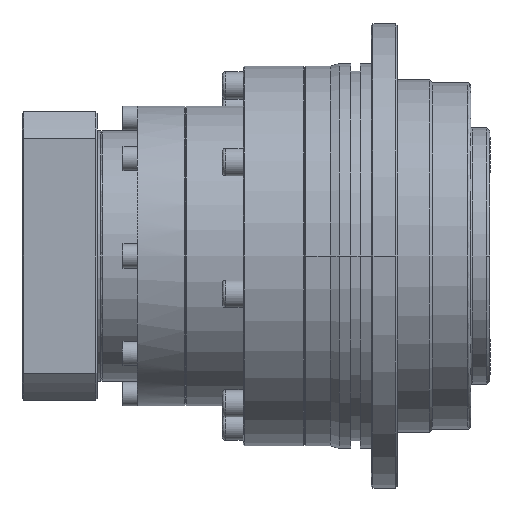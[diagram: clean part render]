
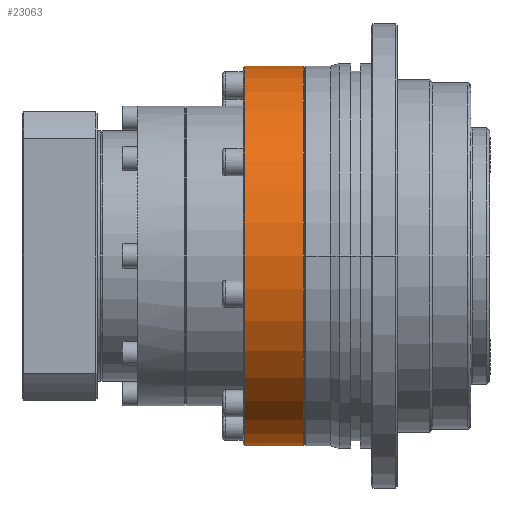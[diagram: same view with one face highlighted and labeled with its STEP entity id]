
A CAD part, front view. The second image highlights one B-rep face of the part: STEP entity #23063.
In plain terms, the highlighted cylindrical face has radius 59.25 mm (diameter 118.5 mm), a partial arc.
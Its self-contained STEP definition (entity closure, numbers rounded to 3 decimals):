
#1475 = ORIENTED_EDGE ( 'NONE', *, *, #26150, .F. ) ;
#1871 = DIRECTION ( 'NONE',  ( 1., 0., 0. ) ) ;
#3263 = ORIENTED_EDGE ( 'NONE', *, *, #5134, .T. ) ;
#5134 = EDGE_CURVE ( 'NONE', #10426, #23968, #22816, .T. ) ;
#5172 = FACE_OUTER_BOUND ( 'NONE', #28863, .T. ) ;
#5494 = AXIS2_PLACEMENT_3D ( 'NONE', #8692, #24307, #10987 ) ;
#5694 = VECTOR ( 'NONE', #24484, 1000. ) ;
#5943 = AXIS2_PLACEMENT_3D ( 'NONE', #24000, #17476, #21869 ) ;
#6222 = CARTESIAN_POINT ( 'NONE',  ( -126.25, 0., 59.25 ) ) ;
#7141 = ORIENTED_EDGE ( 'NONE', *, *, #13818, .T. ) ;
#8692 = CARTESIAN_POINT ( 'NONE',  ( -126.25, 0., 0. ) ) ;
#10426 = VERTEX_POINT ( 'NONE', #6222 ) ;
#10987 = DIRECTION ( 'NONE',  ( 0., 0., 1. ) ) ;
#13516 = ORIENTED_EDGE ( 'NONE', *, *, #18394, .F. ) ;
#13766 = VERTEX_POINT ( 'NONE', #17462 ) ;
#13818 = EDGE_CURVE ( 'NONE', #23968, #13766, #22977, .T. ) ;
#14766 = AXIS2_PLACEMENT_3D ( 'NONE', #15390, #1871, #17647 ) ;
#15390 = CARTESIAN_POINT ( 'NONE',  ( -144.7, 0., 0. ) ) ;
#17008 = LINE ( 'NONE', #23989, #27909 ) ;
#17462 = CARTESIAN_POINT ( 'NONE',  ( -144.7, 0., -59.25 ) ) ;
#17476 = DIRECTION ( 'NONE',  ( -1., 0., 0. ) ) ;
#17550 = DIRECTION ( 'NONE',  ( -1., 0., 0. ) ) ;
#17647 = DIRECTION ( 'NONE',  ( 0., 0., 1. ) ) ;
#18394 = EDGE_CURVE ( 'NONE', #24062, #13766, #17008, .T. ) ;
#20059 = CARTESIAN_POINT ( 'NONE',  ( -126.25, 0., -59.25 ) ) ;
#21650 = CARTESIAN_POINT ( 'NONE',  ( -144.7, 0., 59.25 ) ) ;
#21869 = DIRECTION ( 'NONE',  ( 0., 0., 1. ) ) ;
#22816 = LINE ( 'NONE', #24559, #5694 ) ;
#22977 = CIRCLE ( 'NONE', #14766, 59.25 ) ;
#23063 = ADVANCED_FACE ( 'NONE', ( #5172 ), #24686, .T. ) ;
#23968 = VERTEX_POINT ( 'NONE', #21650 ) ;
#23989 = CARTESIAN_POINT ( 'NONE',  ( -126.9, 0., -59.25 ) ) ;
#24000 = CARTESIAN_POINT ( 'NONE',  ( -126.9, 0., 0. ) ) ;
#24062 = VERTEX_POINT ( 'NONE', #20059 ) ;
#24307 = DIRECTION ( 'NONE',  ( 1., 0., 0. ) ) ;
#24484 = DIRECTION ( 'NONE',  ( -1., 0., 0. ) ) ;
#24559 = CARTESIAN_POINT ( 'NONE',  ( -126.9, 0., 59.25 ) ) ;
#24686 = CYLINDRICAL_SURFACE ( 'NONE', #5943, 59.25 ) ;
#26150 = EDGE_CURVE ( 'NONE', #10426, #24062, #26468, .T. ) ;
#26468 = CIRCLE ( 'NONE', #5494, 59.25 ) ;
#27909 = VECTOR ( 'NONE', #17550, 1000. ) ;
#28863 = EDGE_LOOP ( 'NONE', ( #13516, #1475, #3263, #7141 ) ) ;
